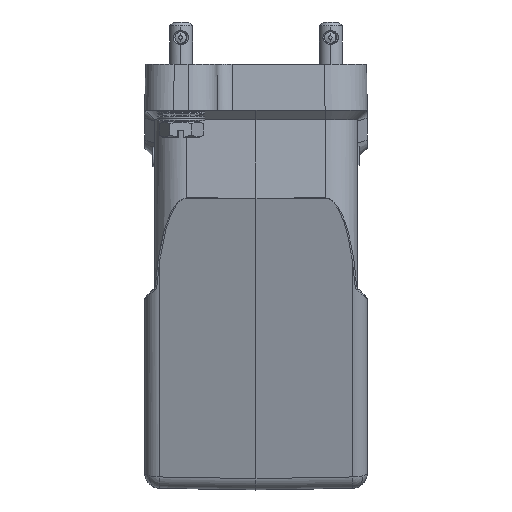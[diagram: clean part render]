
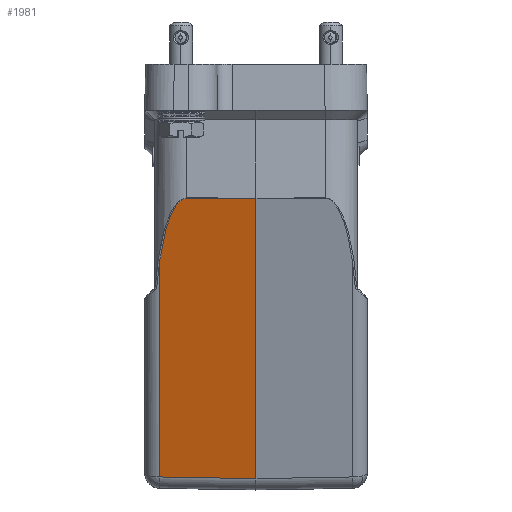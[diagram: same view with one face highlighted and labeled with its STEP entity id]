
A CAD part, left-side view. The second image highlights one B-rep face of the part: STEP entity #1981.
In plain terms, the highlighted planar face has unit normal (-0.966, 0.018, -0.259).
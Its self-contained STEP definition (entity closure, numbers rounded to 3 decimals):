
#1145=FACE_OUTER_BOUND('',#3627,.T.);
#1981=ADVANCED_FACE('NONE',(#1145),#2507,.F.);
#2507=PLANE('',#14894);
#3627=EDGE_LOOP('',(#9088,#9089,#9090,#9091,#9092));
#4660=LINE('',#30218,#5662);
#4698=LINE('',#30784,#5700);
#4699=LINE('',#30787,#5701);
#4700=LINE('',#30788,#5702);
#5662=VECTOR('',#17675,1.);
#5700=VECTOR('',#17783,1.);
#5701=VECTOR('',#17784,1.);
#5702=VECTOR('',#17785,1.);
#9088=ORIENTED_EDGE('',*,*,#13064,.F.);
#9089=ORIENTED_EDGE('',*,*,#13065,.F.);
#9090=ORIENTED_EDGE('',*,*,#12992,.F.);
#9091=ORIENTED_EDGE('',*,*,#12987,.F.);
#9092=ORIENTED_EDGE('',*,*,#13066,.F.);
#11073=VERTEX_POINT('',#30059);
#11074=VERTEX_POINT('',#30064);
#11077=VERTEX_POINT('',#30219);
#11119=VERTEX_POINT('',#30785);
#11120=VERTEX_POINT('',#30786);
#12987=EDGE_CURVE('NONE',#11074,#11073,#13844,.T.);
#12992=EDGE_CURVE('NONE',#11073,#11077,#4660,.T.);
#13064=EDGE_CURVE('NONE',#11119,#11120,#4698,.T.);
#13065=EDGE_CURVE('NONE',#11077,#11119,#4699,.T.);
#13066=EDGE_CURVE('NONE',#11120,#11074,#4700,.T.);
#13844=B_SPLINE_CURVE_WITH_KNOTS('',3,(#30065,#30066,#30067,#30068,#30069,
#30070,#30071,#30072,#30073,#30074,#30075,#30076,#30077,#30078,#30079,#30080,
#30081,#30082,#30083,#30084),.UNSPECIFIED.,.F.,.F.,(4,2,2,2,2,2,2,2,2,4),
(0.,0.25,0.5,0.625,0.75,0.813,0.875,0.938,0.969,1.),.UNSPECIFIED.);
#14894=AXIS2_PLACEMENT_3D('',#30789,#17786,#17787);
#17675=DIRECTION('',(-0.017,-1.,-0.002));
#17783=DIRECTION('',(0.013,1.,0.017));
#17784=DIRECTION('',(0.259,0.,-0.966));
#17785=DIRECTION('',(-0.259,0.,0.966));
#17786=DIRECTION('',(0.966,-0.017,0.259));
#17787=DIRECTION('',(0.259,0.,-0.966));
#30059=CARTESIAN_POINT('',(-74.668,18.048,-23.022));
#30064=CARTESIAN_POINT('',(-70.235,25.07,-39.091));
#30065=CARTESIAN_POINT('',(-70.235,25.07,-39.091));
#30066=CARTESIAN_POINT('',(-70.646,24.866,-37.573));
#30067=CARTESIAN_POINT('',(-71.055,24.619,-36.062));
#30068=CARTESIAN_POINT('',(-71.87,24.009,-33.061));
#30069=CARTESIAN_POINT('',(-72.276,23.647,-31.571));
#30070=CARTESIAN_POINT('',(-72.876,22.965,-29.377));
#30071=CARTESIAN_POINT('',(-73.075,22.714,-28.653));
#30072=CARTESIAN_POINT('',(-73.466,22.142,-27.232));
#30073=CARTESIAN_POINT('',(-73.659,21.823,-26.533));
#30074=CARTESIAN_POINT('',(-73.938,21.258,-25.531));
#30075=CARTESIAN_POINT('',(-74.029,21.054,-25.205));
#30076=CARTESIAN_POINT('',(-74.204,20.607,-24.58));
#30077=CARTESIAN_POINT('',(-74.289,20.363,-24.281));
#30078=CARTESIAN_POINT('',(-74.444,19.815,-23.739));
#30079=CARTESIAN_POINT('',(-74.515,19.511,-23.494));
#30080=CARTESIAN_POINT('',(-74.597,18.996,-23.223));
#30081=CARTESIAN_POINT('',(-74.62,18.814,-23.149));
#30082=CARTESIAN_POINT('',(-74.654,18.439,-23.048));
#30083=CARTESIAN_POINT('',(-74.665,18.244,-23.022));
#30084=CARTESIAN_POINT('',(-74.668,18.048,-23.022));
#30218=CARTESIAN_POINT('',(-74.662,18.396,-23.021));
#30219=CARTESIAN_POINT('',(-74.983,0.,-23.064));
#30784=CARTESIAN_POINT('',(-55.43,0.,-96.036));
#30785=CARTESIAN_POINT('',(-55.43,0.,-96.036));
#30786=CARTESIAN_POINT('',(-55.094,25.07,-95.598));
#30787=CARTESIAN_POINT('',(-54.636,0.,-99.));
#30788=CARTESIAN_POINT('',(-54.213,25.07,-98.887));
#30789=CARTESIAN_POINT('',(-54.636,0.,-99.));
